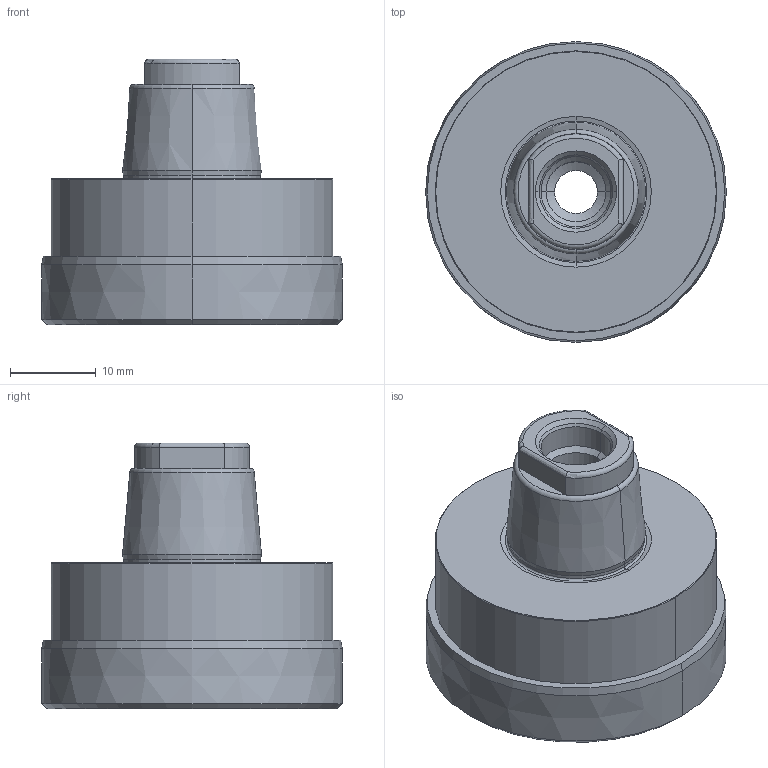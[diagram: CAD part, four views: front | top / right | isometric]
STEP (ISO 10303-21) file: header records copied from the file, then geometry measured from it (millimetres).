
FILE_DESCRIPTION((''),'2;1');
FILE_NAME('DEX','2022-12-05T13:48:39',('burgerk1'),(''),'CREO PARAMETRIC BY PTC INC, 2021184','CREO PARAMETRIC BY PTC INC, 2021184','');
FILE_SCHEMA(('AP242_MANAGED_MODEL_BASED_3D_ENGINEERING_MIM_LF { 1 0 10303 442 1 1 4 }'));
Length unit declared in the file: millimetre
Products named in the file (1): DEX
Bounding box: 35.02 x 35.02 x 30.95 mm (x, y, z)
Volume: 16389.4 mm3; surface area: 4889.1 mm2
Topology: 1 solids, 1 shells, 58 faces, 123 edges, 70 vertices
Faces by surface type: cone 26, cylinder 16, plane 8, torus 6, bspline 2
Entity records: 2232 total; most frequent: CARTESIAN_POINT 419, DIRECTION 307, ORIENTED_EDGE 238, PRESENTATION_STYLE_ASSIGNMENT 129, AXIS2_PLACEMENT_3D 127, STYLED_ITEM 125, CURVE_STYLE 124, EDGE_CURVE 119
